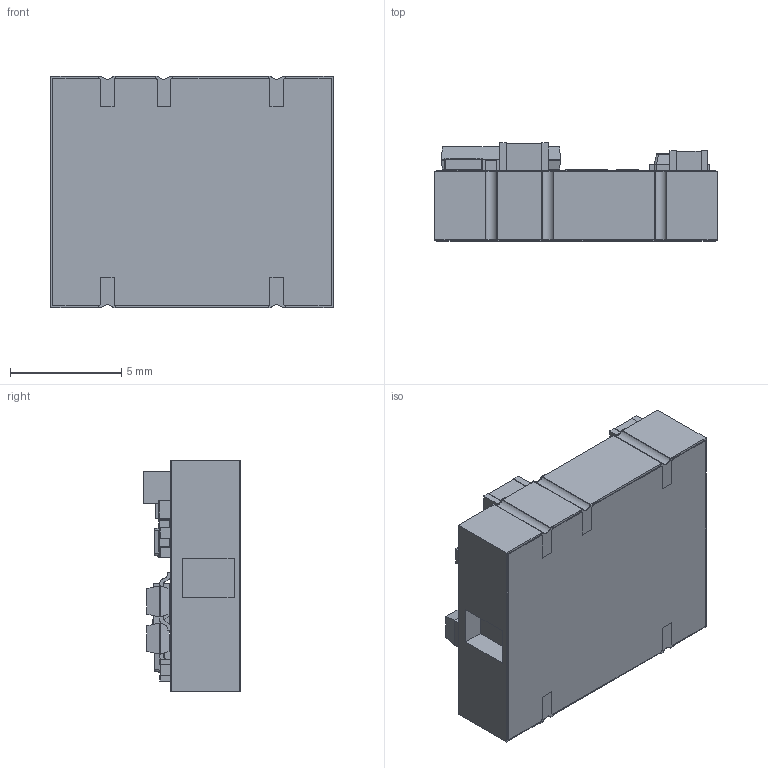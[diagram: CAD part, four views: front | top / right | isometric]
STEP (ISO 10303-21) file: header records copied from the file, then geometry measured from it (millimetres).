
FILE_DESCRIPTION (( 'STEP AP214' ), '1' );
FILE_NAME ('mps_dcdc_nxe2s_mc_a2.step', '2016-04-13T11:55:20', ( 'deleteme' ), ( '' ), 'SwSTEP 2.0', 'SolidWorks 2015', '' );
FILE_SCHEMA (( 'AUTOMOTIVE_DESIGN' ));
Length unit declared in the file: millimetre
Products named in the file (1): mps_dcdc_nxe2s_mc_a2
Bounding box: 12.7 x 4.41 x 10.41 mm (x, y, z)
Surface area: 811.5 mm2 (no closed solid volume)
Topology: 0 solids, 90 shells, 907 faces, 3003 edges, 2157 vertices
Faces by surface type: plane 641, cylinder 177, bspline 82, sphere 7
Full cylindrical faces by diameter (mm): 0.25 x1, 0.75 x1
Entity records: 45096 total; most frequent: CARTESIAN_POINT 10167, DIRECTION 4820, ORIENTED_EDGE 4574, EDGE_CURVE 2994, VECTOR 2398, LINE 2398, VERTEX_POINT 2157, AXIS2_PLACEMENT_3D 1211
